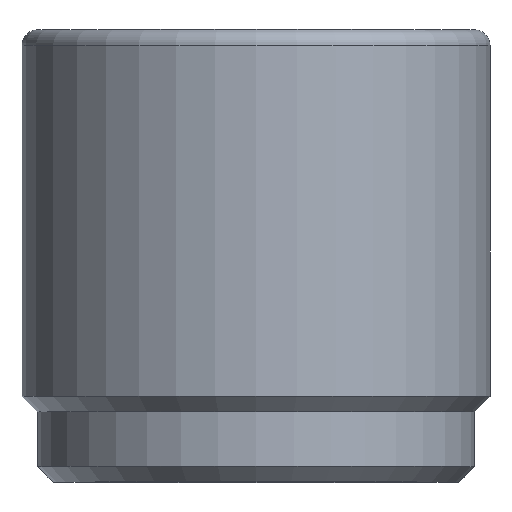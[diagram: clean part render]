
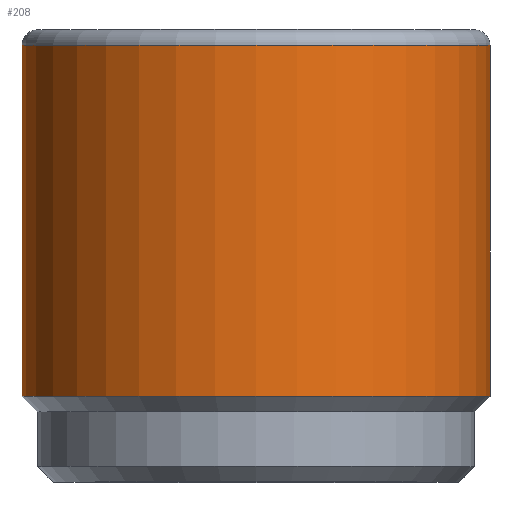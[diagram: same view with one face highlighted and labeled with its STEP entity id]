
A CAD part, top view. The second image highlights one B-rep face of the part: STEP entity #208.
In plain terms, the highlighted cylindrical face has radius 15 mm (diameter 30 mm), a full revolution.
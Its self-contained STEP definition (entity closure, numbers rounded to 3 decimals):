
#22=FACE_BOUND('',#67,.T.);
#26=B_SPLINE_CURVE_WITH_KNOTS('',3,(#352,#353,#354,#355,#356,#357,#358,
#359,#360,#361,#362,#363,#364,#365,#366,#367,#368,#369),.UNSPECIFIED.,.F.,
 .F.,(4,2,2,2,2,2,2,2,4),(0.,0.048,0.095,0.143,
0.191,0.238,0.286,0.334,
0.381),.UNSPECIFIED.);
#27=B_SPLINE_CURVE_WITH_KNOTS('',3,(#370,#371,#372,#373,#374,#375,#376,
#377,#378,#379,#380,#381,#382,#383,#384,#385,#386,#387),.UNSPECIFIED.,.F.,
 .F.,(4,2,2,2,2,2,2,2,4),(0.381,0.429,0.477,
0.524,0.572,0.62,0.667,0.715,
0.763),.UNSPECIFIED.);
#29=LINE('',#349,#38);
#38=VECTOR('',#282,15.);
#47=CYLINDRICAL_SURFACE('',#239,15.);
#53=FACE_OUTER_BOUND('',#66,.T.);
#66=EDGE_LOOP('',(#153,#154,#155,#156,#157,#158));
#67=EDGE_LOOP('',(#159,#160));
#82=CIRCLE('',#235,15.);
#83=CIRCLE('',#236,15.);
#86=CIRCLE('',#240,15.);
#87=CIRCLE('',#241,15.);
#99=VERTEX_POINT('',#337);
#100=VERTEX_POINT('',#338);
#102=VERTEX_POINT('',#345);
#103=VERTEX_POINT('',#346);
#104=VERTEX_POINT('',#350);
#105=VERTEX_POINT('',#351);
#119=EDGE_CURVE('',#99,#100,#82,.T.);
#120=EDGE_CURVE('',#100,#99,#83,.T.);
#123=EDGE_CURVE('',#102,#103,#86,.T.);
#124=EDGE_CURVE('',#103,#102,#87,.T.);
#125=EDGE_CURVE('',#103,#100,#29,.T.);
#126=EDGE_CURVE('',#104,#105,#26,.T.);
#127=EDGE_CURVE('',#105,#104,#27,.T.);
#153=ORIENTED_EDGE('',*,*,#123,.F.);
#154=ORIENTED_EDGE('',*,*,#124,.F.);
#155=ORIENTED_EDGE('',*,*,#125,.T.);
#156=ORIENTED_EDGE('',*,*,#119,.F.);
#157=ORIENTED_EDGE('',*,*,#120,.F.);
#158=ORIENTED_EDGE('',*,*,#125,.F.);
#159=ORIENTED_EDGE('',*,*,#126,.T.);
#160=ORIENTED_EDGE('',*,*,#127,.T.);
#208=ADVANCED_FACE('',(#53,#22),#47,.T.);
#235=AXIS2_PLACEMENT_3D('',#339,#268,#269);
#236=AXIS2_PLACEMENT_3D('',#340,#270,#271);
#239=AXIS2_PLACEMENT_3D('',#344,#276,#277);
#240=AXIS2_PLACEMENT_3D('',#347,#278,#279);
#241=AXIS2_PLACEMENT_3D('',#348,#280,#281);
#268=DIRECTION('center_axis',(0.,1.,0.));
#269=DIRECTION('ref_axis',(-1.,0.,0.));
#270=DIRECTION('center_axis',(0.,1.,0.));
#271=DIRECTION('ref_axis',(-1.,0.,0.));
#276=DIRECTION('center_axis',(0.,-1.,0.));
#277=DIRECTION('ref_axis',(1.,0.,0.));
#278=DIRECTION('center_axis',(0.,-1.,0.));
#279=DIRECTION('ref_axis',(-1.,0.,0.));
#280=DIRECTION('center_axis',(0.,-1.,0.));
#281=DIRECTION('ref_axis',(-1.,0.,0.));
#282=DIRECTION('',(0.,1.,0.));
#337=CARTESIAN_POINT('',(0.,28.,15.));
#338=CARTESIAN_POINT('',(-15.,28.,0.));
#339=CARTESIAN_POINT('Origin',(0.,28.,0.));
#340=CARTESIAN_POINT('Origin',(0.,28.,0.));
#344=CARTESIAN_POINT('Origin',(0.,16.75,0.));
#345=CARTESIAN_POINT('',(15.,5.5,0.));
#346=CARTESIAN_POINT('',(-15.,5.5,0.));
#347=CARTESIAN_POINT('Origin',(0.,5.5,0.));
#348=CARTESIAN_POINT('Origin',(0.,5.5,0.));
#349=CARTESIAN_POINT('',(-15.,16.75,0.));
#350=CARTESIAN_POINT('',(1.265,9.3,-14.947));
#351=CARTESIAN_POINT('',(-1.265,9.3,-14.947));
#352=CARTESIAN_POINT('Ctrl Pts',(1.265,9.3,-14.947));
#353=CARTESIAN_POINT('Ctrl Pts',(1.265,9.459,-14.947));
#354=CARTESIAN_POINT('Ctrl Pts',(1.233,9.628,-14.949));
#355=CARTESIAN_POINT('Ctrl Pts',(1.104,9.94,-14.959));
#356=CARTESIAN_POINT('Ctrl Pts',(1.006,10.082,-14.967));
#357=CARTESIAN_POINT('Ctrl Pts',(0.782,10.306,-14.98));
#358=CARTESIAN_POINT('Ctrl Pts',(0.64,10.404,-14.987));
#359=CARTESIAN_POINT('Ctrl Pts',(0.328,10.533,-14.997));
#360=CARTESIAN_POINT('Ctrl Pts',(0.159,10.565,-15.));
#361=CARTESIAN_POINT('Ctrl Pts',(-0.159,10.565,-15.));
#362=CARTESIAN_POINT('Ctrl Pts',(-0.328,10.533,-14.997));
#363=CARTESIAN_POINT('Ctrl Pts',(-0.64,10.404,-14.987));
#364=CARTESIAN_POINT('Ctrl Pts',(-0.782,10.306,-14.98));
#365=CARTESIAN_POINT('Ctrl Pts',(-1.006,10.082,-14.967));
#366=CARTESIAN_POINT('Ctrl Pts',(-1.104,9.94,-14.959));
#367=CARTESIAN_POINT('Ctrl Pts',(-1.233,9.628,-14.949));
#368=CARTESIAN_POINT('Ctrl Pts',(-1.265,9.459,-14.947));
#369=CARTESIAN_POINT('Ctrl Pts',(-1.265,9.3,-14.947));
#370=CARTESIAN_POINT('Ctrl Pts',(-1.265,9.3,-14.947));
#371=CARTESIAN_POINT('Ctrl Pts',(-1.265,9.141,-14.947));
#372=CARTESIAN_POINT('Ctrl Pts',(-1.233,8.972,-14.949));
#373=CARTESIAN_POINT('Ctrl Pts',(-1.104,8.66,-14.959));
#374=CARTESIAN_POINT('Ctrl Pts',(-1.006,8.518,-14.967));
#375=CARTESIAN_POINT('Ctrl Pts',(-0.782,8.294,-14.98));
#376=CARTESIAN_POINT('Ctrl Pts',(-0.64,8.196,-14.987));
#377=CARTESIAN_POINT('Ctrl Pts',(-0.328,8.067,-14.997));
#378=CARTESIAN_POINT('Ctrl Pts',(-0.159,8.036,-15.));
#379=CARTESIAN_POINT('Ctrl Pts',(0.159,8.036,-15.));
#380=CARTESIAN_POINT('Ctrl Pts',(0.328,8.067,-14.997));
#381=CARTESIAN_POINT('Ctrl Pts',(0.64,8.196,-14.987));
#382=CARTESIAN_POINT('Ctrl Pts',(0.782,8.294,-14.98));
#383=CARTESIAN_POINT('Ctrl Pts',(1.006,8.518,-14.967));
#384=CARTESIAN_POINT('Ctrl Pts',(1.104,8.66,-14.959));
#385=CARTESIAN_POINT('Ctrl Pts',(1.233,8.972,-14.949));
#386=CARTESIAN_POINT('Ctrl Pts',(1.265,9.141,-14.947));
#387=CARTESIAN_POINT('Ctrl Pts',(1.265,9.3,-14.947));
